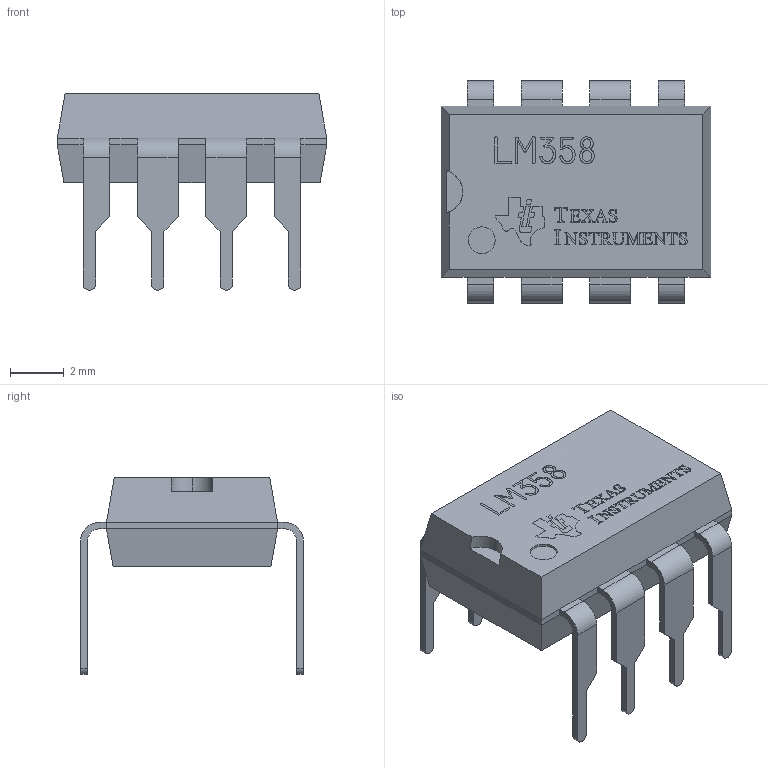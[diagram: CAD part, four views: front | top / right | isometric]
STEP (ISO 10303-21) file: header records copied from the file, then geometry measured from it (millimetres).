
FILE_DESCRIPTION (( 'STEP AP214' ), '1' );
FILE_NAME ('3C8BADF0-9168-4A78-A15A-F9D2098FF7CC.STEP', '2024-03-31T05:43:44', ( '' ), ( '' ), 'SwSTEP 2.0', 'SolidWorks 2022', '' );
FILE_SCHEMA (( 'AUTOMOTIVE_DESIGN' ));
Length unit declared in the file: millimetre
Products named in the file (1): 3C8BADF0-9168-4A78-A15A-F9D2098FF7CC
Bounding box: 10 x 8.26 x 7.3 mm (x, y, z)
Volume: 207.3 mm3; surface area: 330.8 mm2
Topology: 1 solids, 1 shells, 820 faces, 2263 edges, 1474 vertices
Faces by surface type: plane 416, bspline 363, cylinder 41
Entity records: 29335 total; most frequent: CARTESIAN_POINT 10557, ORIENTED_EDGE 4526, DIRECTION 2533, EDGE_CURVE 2263, VERTEX_POINT 1474, VECTOR 1453, LINE 1453, EDGE_LOOP 849
